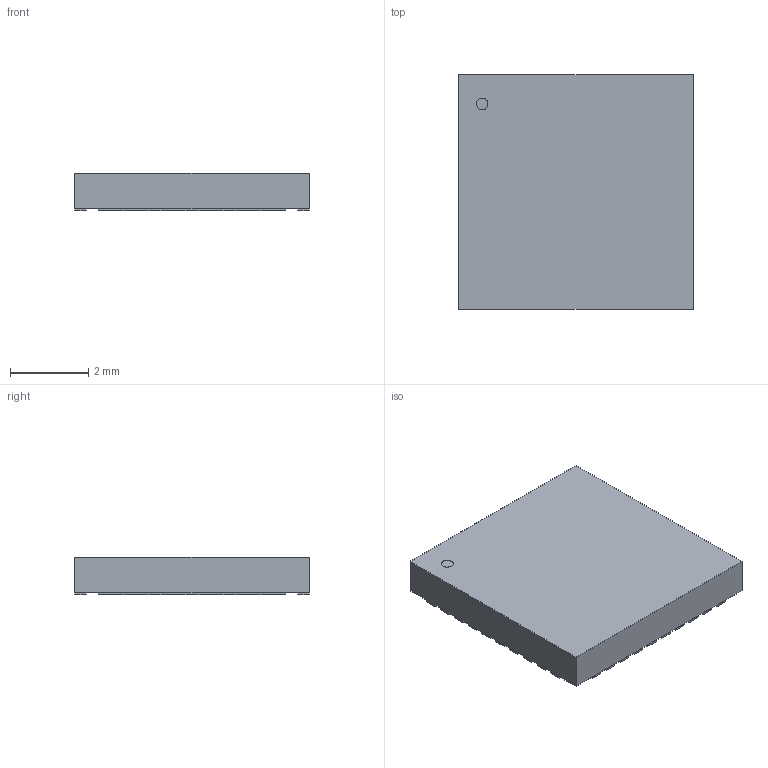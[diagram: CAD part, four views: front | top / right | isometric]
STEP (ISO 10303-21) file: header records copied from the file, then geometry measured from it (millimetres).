
FILE_DESCRIPTION(('STEP AP214'),'1');
FILE_NAME('HCP_40_1','2019-04-23T15:32:55',(''),(''),'','','');
FILE_SCHEMA(('AUTOMOTIVE_DESIGN'));
Length unit declared in the file: millimetre
Products named in the file (1): product
Bounding box: 6 x 6 x 0.97 mm (x, y, z)
Volume: 0 mm3; surface area: 149 mm2
Topology: 1 solids, 253 shells, 255 faces, 1011 edges, 1010 vertices
Faces by surface type: plane 254, cylinder 1
Full cylindrical faces by diameter (mm): 0.3 x1
Entity records: 11452 total; most frequent: CARTESIAN_POINT 2277, VERTEX_POINT 2018, DIRECTION 1526, ORIENTED_EDGE 1012, EDGE_CURVE 1010, LINE 1008, VECTOR 1008, AXIS2_PLACEMENT_3D 259
